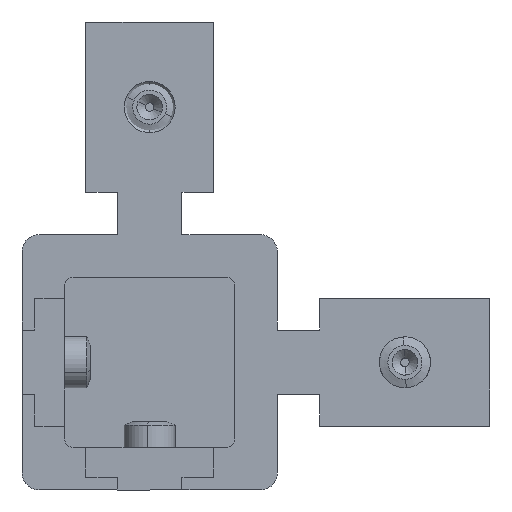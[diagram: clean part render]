
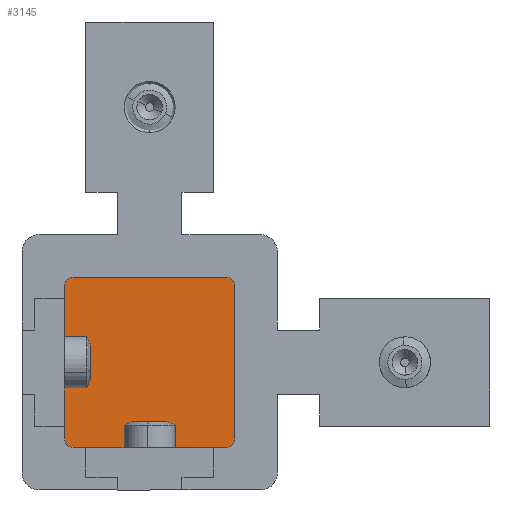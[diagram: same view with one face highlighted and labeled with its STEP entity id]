
A CAD part, front view. The second image highlights one B-rep face of the part: STEP entity #3145.
In plain terms, the highlighted planar face has unit normal (0, -1, 0).
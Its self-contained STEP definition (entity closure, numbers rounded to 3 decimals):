
#24 = VECTOR ( 'NONE', #923, 1000. ) ;
#34 = CIRCLE ( 'NONE', #2250, 1. ) ;
#47 = CARTESIAN_POINT ( 'NONE',  ( -9., -5., -9. ) ) ;
#110 = DIRECTION ( 'NONE',  ( 0., -1., 0. ) ) ;
#175 = AXIS2_PLACEMENT_3D ( 'NONE', #1048, #2375, #1652 ) ;
#206 = EDGE_CURVE ( 'NONE', #3263, #972, #34, .T. ) ;
#492 = AXIS2_PLACEMENT_3D ( 'NONE', #1524, #2358, #1872 ) ;
#575 = CARTESIAN_POINT ( 'NONE',  ( -9., -5., 9. ) ) ;
#593 = CARTESIAN_POINT ( 'NONE',  ( -9., -5., -10. ) ) ;
#618 = EDGE_CURVE ( 'NONE', #3411, #2506, #1515, .T. ) ;
#628 = ORIENTED_EDGE ( 'NONE', *, *, #1627, .T. ) ;
#685 = EDGE_CURVE ( 'NONE', #2506, #3263, #2702, .T. ) ;
#742 = LINE ( 'NONE', #2922, #24 ) ;
#769 = LINE ( 'NONE', #2036, #2206 ) ;
#823 = VECTOR ( 'NONE', #2027, 1000. ) ;
#923 = DIRECTION ( 'NONE',  ( 0., 0., -1. ) ) ;
#972 = VERTEX_POINT ( 'NONE', #1578 ) ;
#981 = CARTESIAN_POINT ( 'NONE',  ( 10., -5., -9. ) ) ;
#1006 = CARTESIAN_POINT ( 'NONE',  ( -9., -5., 10. ) ) ;
#1048 = CARTESIAN_POINT ( 'NONE',  ( 0., -5., 0. ) ) ;
#1106 = ORIENTED_EDGE ( 'NONE', *, *, #2470, .T. ) ;
#1107 = EDGE_LOOP ( 'NONE', ( #1106, #1357, #1223, #1896, #628, #2579, #3031, #1308 ) ) ;
#1223 = ORIENTED_EDGE ( 'NONE', *, *, #685, .T. ) ;
#1235 = EDGE_CURVE ( 'NONE', #2021, #2735, #3175, .T. ) ;
#1264 = VECTOR ( 'NONE', #1926, 1000. ) ;
#1308 = ORIENTED_EDGE ( 'NONE', *, *, #1235, .T. ) ;
#1310 = CARTESIAN_POINT ( 'NONE',  ( -10., -5., 9. ) ) ;
#1357 = ORIENTED_EDGE ( 'NONE', *, *, #618, .T. ) ;
#1374 = AXIS2_PLACEMENT_3D ( 'NONE', #575, #2378, #3029 ) ;
#1427 = CARTESIAN_POINT ( 'NONE',  ( 9., -5., -10. ) ) ;
#1481 = CARTESIAN_POINT ( 'NONE',  ( 10., -5., 9. ) ) ;
#1512 = CIRCLE ( 'NONE', #1374, 1. ) ;
#1515 = CIRCLE ( 'NONE', #492, 1. ) ;
#1523 = LINE ( 'NONE', #3387, #823 ) ;
#1524 = CARTESIAN_POINT ( 'NONE',  ( 9., -5., -9. ) ) ;
#1578 = CARTESIAN_POINT ( 'NONE',  ( 9., -5., 10. ) ) ;
#1627 = EDGE_CURVE ( 'NONE', #972, #1700, #1523, .T. ) ;
#1652 = DIRECTION ( 'NONE',  ( 0., 0., -1. ) ) ;
#1653 = DIRECTION ( 'NONE',  ( 0., -1., 0. ) ) ;
#1660 = DIRECTION ( 'NONE',  ( 0., 0., -1. ) ) ;
#1700 = VERTEX_POINT ( 'NONE', #1006 ) ;
#1872 = DIRECTION ( 'NONE',  ( 0., 0., -1. ) ) ;
#1896 = ORIENTED_EDGE ( 'NONE', *, *, #206, .T. ) ;
#1926 = DIRECTION ( 'NONE',  ( 0., 0., 1. ) ) ;
#1937 = DIRECTION ( 'NONE',  ( 1., 0., 0. ) ) ;
#2021 = VERTEX_POINT ( 'NONE', #2992 ) ;
#2027 = DIRECTION ( 'NONE',  ( -1., 0., 0. ) ) ;
#2036 = CARTESIAN_POINT ( 'NONE',  ( -10., -5., -10. ) ) ;
#2150 = CARTESIAN_POINT ( 'NONE',  ( 10., -5., -10. ) ) ;
#2206 = VECTOR ( 'NONE', #1937, 1000. ) ;
#2219 = EDGE_CURVE ( 'NONE', #1700, #2968, #1512, .T. ) ;
#2250 = AXIS2_PLACEMENT_3D ( 'NONE', #2297, #1653, #2442 ) ;
#2297 = CARTESIAN_POINT ( 'NONE',  ( 9., -5., 9. ) ) ;
#2358 = DIRECTION ( 'NONE',  ( 0., -1., 0. ) ) ;
#2375 = DIRECTION ( 'NONE',  ( 0., -1., 0. ) ) ;
#2378 = DIRECTION ( 'NONE',  ( 0., -1., 0. ) ) ;
#2442 = DIRECTION ( 'NONE',  ( 0., 0., -1. ) ) ;
#2470 = EDGE_CURVE ( 'NONE', #2735, #3411, #769, .T. ) ;
#2506 = VERTEX_POINT ( 'NONE', #981 ) ;
#2579 = ORIENTED_EDGE ( 'NONE', *, *, #2219, .T. ) ;
#2596 = PLANE ( 'NONE',  #175 ) ;
#2702 = LINE ( 'NONE', #2150, #1264 ) ;
#2735 = VERTEX_POINT ( 'NONE', #593 ) ;
#2832 = AXIS2_PLACEMENT_3D ( 'NONE', #47, #110, #1660 ) ;
#2922 = CARTESIAN_POINT ( 'NONE',  ( -10., -5., 10. ) ) ;
#2968 = VERTEX_POINT ( 'NONE', #1310 ) ;
#2992 = CARTESIAN_POINT ( 'NONE',  ( -10., -5., -9. ) ) ;
#3029 = DIRECTION ( 'NONE',  ( 0., 0., -1. ) ) ;
#3031 = ORIENTED_EDGE ( 'NONE', *, *, #3328, .T. ) ;
#3145 = ADVANCED_FACE ( 'NONE', ( #3293 ), #2596, .T. ) ;
#3175 = CIRCLE ( 'NONE', #2832, 1. ) ;
#3263 = VERTEX_POINT ( 'NONE', #1481 ) ;
#3293 = FACE_OUTER_BOUND ( 'NONE', #1107, .T. ) ;
#3328 = EDGE_CURVE ( 'NONE', #2968, #2021, #742, .T. ) ;
#3387 = CARTESIAN_POINT ( 'NONE',  ( 10., -5., 10. ) ) ;
#3411 = VERTEX_POINT ( 'NONE', #1427 ) ;
